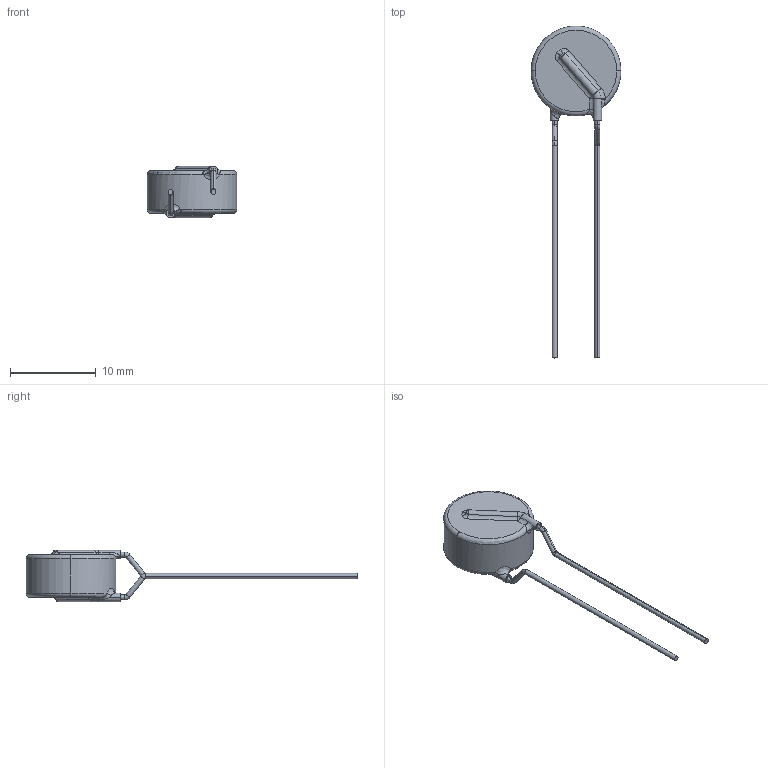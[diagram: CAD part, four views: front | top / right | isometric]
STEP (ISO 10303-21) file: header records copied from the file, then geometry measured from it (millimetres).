
FILE_DESCRIPTION (( 'STEP AP214' ), '1' );
FILE_NAME ('BN-LG08Y-Y Type.STP', '2023-01-06T15:39:52', ( '' ), ( '' ), 'SwSTEP 2.0', 'SolidWorks 2021', '' );
FILE_SCHEMA (( 'AUTOMOTIVE_DESIGN' ));
Length unit declared in the file: millimetre
Products named in the file (1): BN-LG08Y-Y Type
Bounding box: 10.5 x 38.75 x 6 mm (x, y, z)
Volume: 455.3 mm3; surface area: 448.2 mm2
Topology: 3 solids, 3 shells, 172 faces, 418 edges, 266 vertices
Faces by surface type: plane 62, bspline 60, cylinder 28, torus 22
Entity records: 8947 total; most frequent: CARTESIAN_POINT 4881, ORIENTED_EDGE 836, DIRECTION 612, EDGE_CURVE 418, VERTEX_POINT 266, AXIS2_PLACEMENT_3D 205, VECTOR 202, LINE 202
